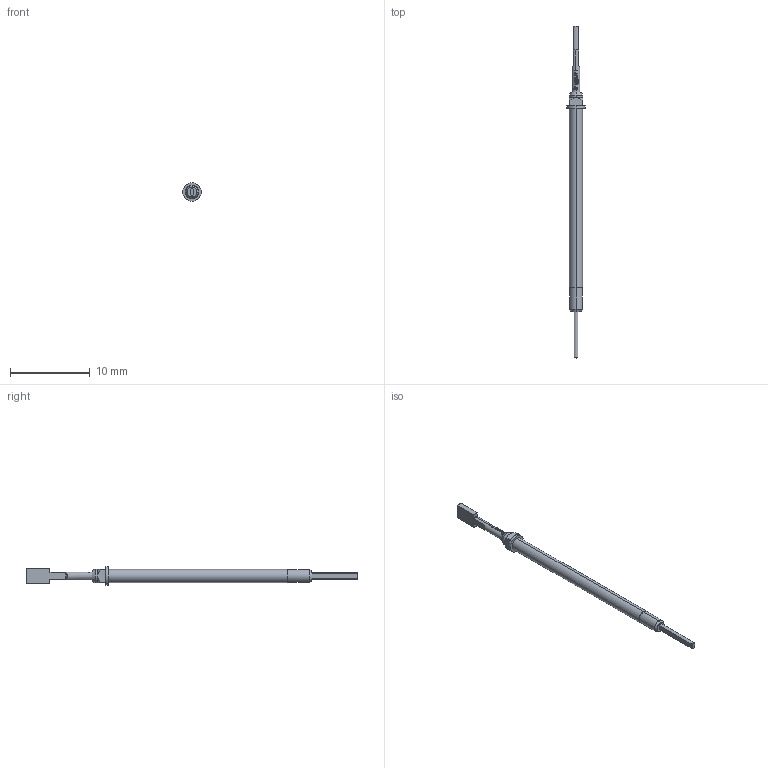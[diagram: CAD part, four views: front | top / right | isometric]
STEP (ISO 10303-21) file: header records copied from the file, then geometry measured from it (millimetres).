
FILE_DESCRIPTION (( 'STEP AP203' ), '1' );
FILE_NAME ('INGUN_GKS-744_320_200_065_A_xx02_M.STEP', '2021-11-04T12:51:16', ( 'ochi' ), ( '' ), 'SwSTEP 2.0', 'SolidWorks 2018', '' );
FILE_SCHEMA (( 'CONFIG_CONTROL_DESIGN' ));
Length unit declared in the file: millimetre
Products named in the file (1): INGUN_GKS-744_320_200_065_A_xx02_M
Bounding box: 2.3 x 41.6 x 2.3 mm (x, y, z)
Volume: 69.1 mm3; surface area: 196.2 mm2
Topology: 1 solids, 1 shells, 114 faces, 305 edges, 197 vertices
Faces by surface type: bspline 47, plane 28, cylinder 26, cone 13
Entity records: 4727 total; most frequent: CARTESIAN_POINT 2278, ORIENTED_EDGE 610, EDGE_CURVE 305, DIRECTION 304, VERTEX_POINT 197, B_SPLINE_CURVE_WITH_KNOTS 186, AXIS2_PLACEMENT_3D 119, EDGE_LOOP 118
